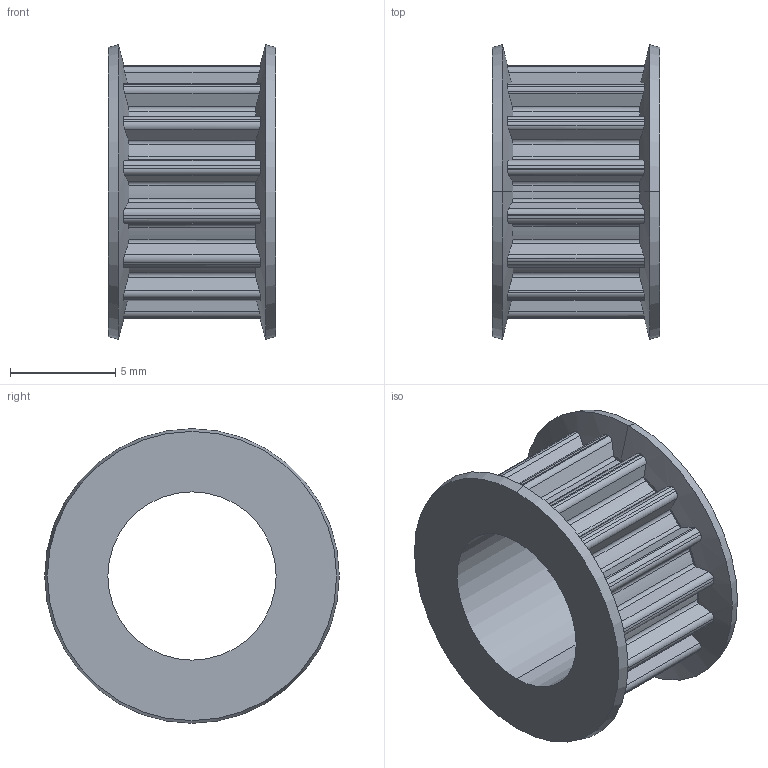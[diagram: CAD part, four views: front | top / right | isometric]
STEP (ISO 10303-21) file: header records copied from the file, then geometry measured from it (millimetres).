
FILE_DESCRIPTION (( 'STEP AP214' ), '1' );
FILE_NAME ('T2_5x16-y-idler-pulley 00.STEP', '2011-02-18T23:13:24', ( 'Owner' ), ( '22ndstreetcomputers.com' ), 'SwSTEP 2.0', 'SolidWorks 2010', '' );
FILE_SCHEMA (( 'AUTOMOTIVE_DESIGN' ));
Length unit declared in the file: millimetre
Products named in the file (1): T2_5x16-y-idler-pulley 00
Bounding box: 7.98 x 14 x 14 mm (x, y, z)
Volume: 439.4 mm3; surface area: 898.5 mm2
Topology: 1 solids, 1 shells, 169 faces, 496 edges, 329 vertices
Faces by surface type: cylinder 111, plane 50, cone 8
Entity records: 5985 total; most frequent: CARTESIAN_POINT 1737, ORIENTED_EDGE 992, DIRECTION 761, EDGE_CURVE 496, VERTEX_POINT 329, AXIS2_PLACEMENT_3D 305, B_SPLINE_CURVE_WITH_KNOTS 210, EDGE_LOOP 171
